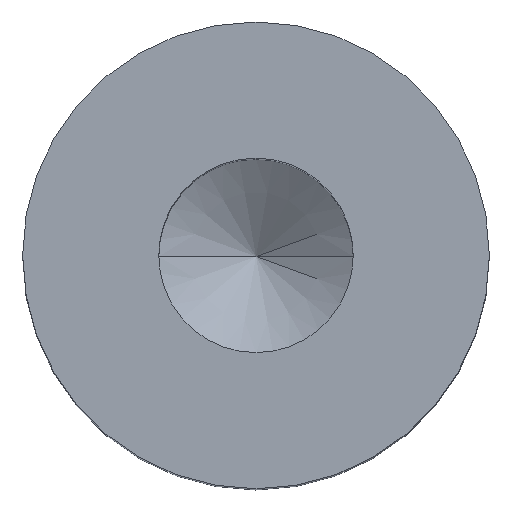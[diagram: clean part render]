
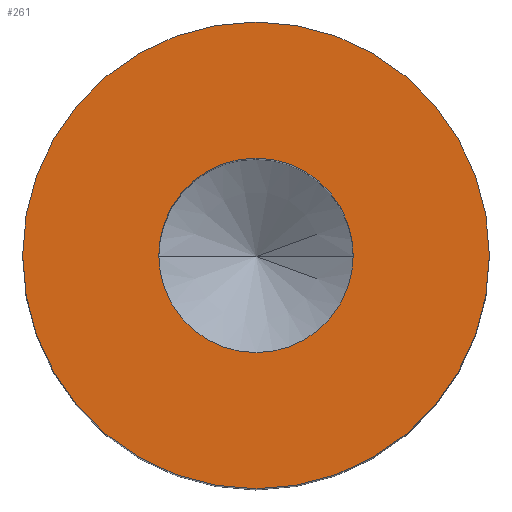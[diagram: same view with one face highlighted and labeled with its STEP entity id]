
A CAD part, top view. The second image highlights one B-rep face of the part: STEP entity #261.
In plain terms, the highlighted planar face has unit normal (0, 0, 1).
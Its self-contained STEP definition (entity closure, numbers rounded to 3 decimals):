
#29 = EDGE_LOOP ( 'NONE', ( #76, #254 ) ) ;
#31 = FACE_BOUND ( 'NONE', #234, .T. ) ;
#35 = AXIS2_PLACEMENT_3D ( 'NONE', #129, #313, #175 ) ;
#45 = DIRECTION ( 'NONE',  ( 1., 0., 0. ) ) ;
#52 = EDGE_CURVE ( 'NONE', #259, #229, #198, .T. ) ;
#56 = AXIS2_PLACEMENT_3D ( 'NONE', #252, #74, #203 ) ;
#63 = DIRECTION ( 'NONE',  ( 0., 0., 1. ) ) ;
#72 = CARTESIAN_POINT ( 'NONE',  ( -1.25, 0., 0. ) ) ;
#74 = DIRECTION ( 'NONE',  ( 0., 0., 1. ) ) ;
#76 = ORIENTED_EDGE ( 'NONE', *, *, #191, .T. ) ;
#85 = EDGE_CURVE ( 'NONE', #229, #259, #206, .T. ) ;
#113 = AXIS2_PLACEMENT_3D ( 'NONE', #255, #204, #45 ) ;
#125 = FACE_OUTER_BOUND ( 'NONE', #29, .T. ) ;
#129 = CARTESIAN_POINT ( 'NONE',  ( 0., 0., 0. ) ) ;
#132 = AXIS2_PLACEMENT_3D ( 'NONE', #195, #267, #156 ) ;
#137 = CARTESIAN_POINT ( 'NONE',  ( -3., 0., 0. ) ) ;
#148 = CARTESIAN_POINT ( 'NONE',  ( 0., 0., 0. ) ) ;
#156 = DIRECTION ( 'NONE',  ( 1., 0., 0. ) ) ;
#163 = AXIS2_PLACEMENT_3D ( 'NONE', #148, #63, #170 ) ;
#170 = DIRECTION ( 'NONE',  ( 1., 0., 0. ) ) ;
#175 = DIRECTION ( 'NONE',  ( 1., 0., 0. ) ) ;
#185 = EDGE_CURVE ( 'NONE', #228, #301, #189, .T. ) ;
#189 = CIRCLE ( 'NONE', #35, 3. ) ;
#190 = ORIENTED_EDGE ( 'NONE', *, *, #85, .F. ) ;
#191 = EDGE_CURVE ( 'NONE', #301, #228, #263, .T. ) ;
#195 = CARTESIAN_POINT ( 'NONE',  ( 0., 0., 0. ) ) ;
#198 = CIRCLE ( 'NONE', #163, 1.25 ) ;
#203 = DIRECTION ( 'NONE',  ( 1., 0., 0. ) ) ;
#204 = DIRECTION ( 'NONE',  ( 0., 0., 1. ) ) ;
#205 = CARTESIAN_POINT ( 'NONE',  ( 3., 0., 0. ) ) ;
#206 = CIRCLE ( 'NONE', #132, 1.25 ) ;
#228 = VERTEX_POINT ( 'NONE', #137 ) ;
#229 = VERTEX_POINT ( 'NONE', #72 ) ;
#234 = EDGE_LOOP ( 'NONE', ( #305, #190 ) ) ;
#252 = CARTESIAN_POINT ( 'NONE',  ( 0., 0., 0. ) ) ;
#254 = ORIENTED_EDGE ( 'NONE', *, *, #185, .T. ) ;
#255 = CARTESIAN_POINT ( 'NONE',  ( 0., 0., 0. ) ) ;
#259 = VERTEX_POINT ( 'NONE', #276 ) ;
#261 = ADVANCED_FACE ( 'NONE', ( #31, #125 ), #299, .T. ) ;
#263 = CIRCLE ( 'NONE', #56, 3. ) ;
#267 = DIRECTION ( 'NONE',  ( 0., 0., 1. ) ) ;
#276 = CARTESIAN_POINT ( 'NONE',  ( 1.25, 0., 0. ) ) ;
#299 = PLANE ( 'NONE',  #113 ) ;
#301 = VERTEX_POINT ( 'NONE', #205 ) ;
#305 = ORIENTED_EDGE ( 'NONE', *, *, #52, .F. ) ;
#313 = DIRECTION ( 'NONE',  ( 0., 0., 1. ) ) ;
